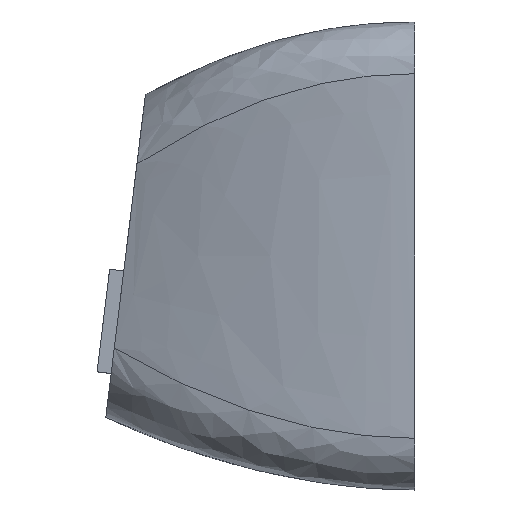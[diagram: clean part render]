
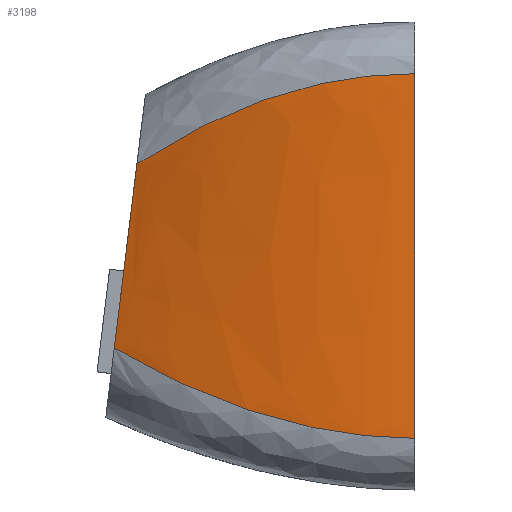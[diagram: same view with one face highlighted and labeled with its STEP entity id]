
A CAD part, left-side view. The second image highlights one B-rep face of the part: STEP entity #3198.
In plain terms, the highlighted free-form (B-spline) face has degree [3, 3] with [4, 4] control points.
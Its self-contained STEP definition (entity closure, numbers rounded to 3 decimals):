
#43=B_SPLINE_SURFACE_WITH_KNOTS('',3,3,((#4131,#4132,#4133,#4134),(#4135,
#4136,#4137,#4138),(#4139,#4140,#4141,#4142),(#4143,#4144,#4145,#4146)),
 .UNSPECIFIED.,.F.,.F.,.F.,(4,4),(4,4),(0.,1.),(0.,1.),.UNSPECIFIED.);
#135=B_SPLINE_CURVE_WITH_KNOTS('',3,(#4126,#4127,#4128,#4129),
 .UNSPECIFIED.,.F.,.F.,(4,4),(0.,1.),.UNSPECIFIED.);
#136=B_SPLINE_CURVE_WITH_KNOTS('',3,(#4150,#4151,#4152,#4153),
 .UNSPECIFIED.,.F.,.F.,(4,4),(0.,1.),.UNSPECIFIED.);
#341=FACE_OUTER_BOUND('',#519,.T.);
#519=EDGE_LOOP('',(#2147,#2148,#2149,#2150));
#730=LINE('',#4148,#1017);
#731=LINE('',#4154,#1018);
#1017=VECTOR('',#3541,10.);
#1018=VECTOR('',#3542,10.);
#1306=VERTEX_POINT('',#4123);
#1307=VERTEX_POINT('',#4125);
#1308=VERTEX_POINT('',#4147);
#1309=VERTEX_POINT('',#4149);
#1641=EDGE_CURVE('',#1306,#1307,#135,.T.);
#1643=EDGE_CURVE('',#1308,#1306,#730,.T.);
#1644=EDGE_CURVE('',#1308,#1309,#136,.T.);
#1645=EDGE_CURVE('',#1309,#1307,#731,.T.);
#2147=ORIENTED_EDGE('',*,*,#1643,.F.);
#2148=ORIENTED_EDGE('',*,*,#1644,.T.);
#2149=ORIENTED_EDGE('',*,*,#1645,.T.);
#2150=ORIENTED_EDGE('',*,*,#1641,.F.);
#3198=ADVANCED_FACE('',(#341),#43,.F.);
#3541=DIRECTION('',(0.,-0.122,0.993));
#3542=DIRECTION('',(0.,0.,1.));
#4123=CARTESIAN_POINT('',(2.7,10.752,12.606));
#4125=CARTESIAN_POINT('',(0.,0.,16.1));
#4126=CARTESIAN_POINT('Ctrl Pts',(2.7,10.752,12.606));
#4127=CARTESIAN_POINT('Ctrl Pts',(0.9,7.168,14.935));
#4128=CARTESIAN_POINT('Ctrl Pts',(0.,3.73,16.1));
#4129=CARTESIAN_POINT('Ctrl Pts',(0.,0.,16.1));
#4131=CARTESIAN_POINT('Ctrl Pts',(2.7,11.625,5.494));
#4132=CARTESIAN_POINT('Ctrl Pts',(0.9,7.75,3.165));
#4133=CARTESIAN_POINT('Ctrl Pts',(0.,3.73,
2.));
#4134=CARTESIAN_POINT('Ctrl Pts',(0.,0.,
2.));
#4135=CARTESIAN_POINT('Ctrl Pts',(2.7,11.453,6.897));
#4136=CARTESIAN_POINT('Ctrl Pts',(0.939,7.635,4.8));
#4137=CARTESIAN_POINT('Ctrl Pts',(0.,3.73,
3.047));
#4138=CARTESIAN_POINT('Ctrl Pts',(0.,0.,
3.047));
#4139=CARTESIAN_POINT('Ctrl Pts',(2.7,10.924,11.203));
#4140=CARTESIAN_POINT('Ctrl Pts',(0.939,7.283,13.3));
#4141=CARTESIAN_POINT('Ctrl Pts',(0.,3.73,
15.053));
#4142=CARTESIAN_POINT('Ctrl Pts',(0.,0.,
15.053));
#4143=CARTESIAN_POINT('Ctrl Pts',(2.7,10.752,12.606));
#4144=CARTESIAN_POINT('Ctrl Pts',(0.9,7.168,14.935));
#4145=CARTESIAN_POINT('Ctrl Pts',(0.,3.73,
16.1));
#4146=CARTESIAN_POINT('Ctrl Pts',(0.,0.,
16.1));
#4147=CARTESIAN_POINT('',(2.7,11.625,5.494));
#4148=CARTESIAN_POINT('',(2.7,10.752,12.606));
#4149=CARTESIAN_POINT('',(0.,0.,2.));
#4150=CARTESIAN_POINT('Ctrl Pts',(2.7,11.625,5.494));
#4151=CARTESIAN_POINT('Ctrl Pts',(0.9,7.75,3.165));
#4152=CARTESIAN_POINT('Ctrl Pts',(0.,3.73,
2.));
#4153=CARTESIAN_POINT('Ctrl Pts',(0.,0.,
2.));
#4154=CARTESIAN_POINT('',(0.,0.,16.1));
